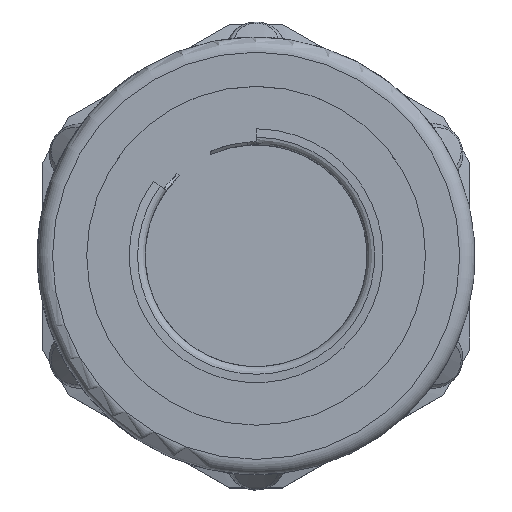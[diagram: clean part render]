
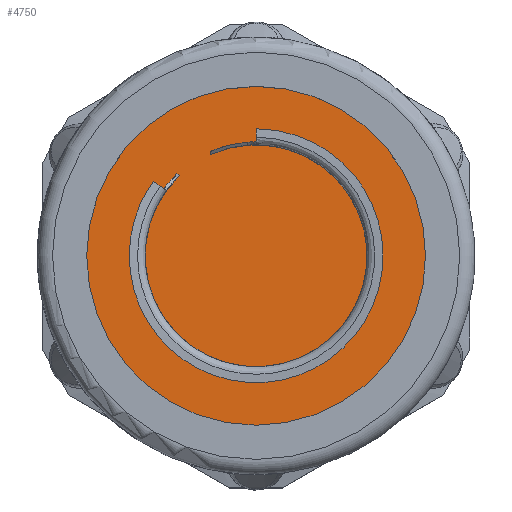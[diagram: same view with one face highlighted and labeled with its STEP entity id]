
A CAD part, top view. The second image highlights one B-rep face of the part: STEP entity #4750.
In plain terms, the highlighted planar face has unit normal (0, 0, 1).
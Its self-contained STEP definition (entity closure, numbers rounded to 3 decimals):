
#63=FACE_BOUND('',#824,.T.);
#277=PLANE('',#5100);
#538=FACE_OUTER_BOUND('',#823,.T.);
#823=EDGE_LOOP('',(#4421,#4422));
#824=EDGE_LOOP('',(#4423,#4424,#4425,#4426));
#1199=CIRCLE('',#5082,11.15);
#1200=CIRCLE('',#5083,11.15);
#1201=CIRCLE('',#5085,7.5);
#1206=CIRCLE('',#5099,7.3);
#1507=LINE('',#10962,#1818);
#1517=LINE('',#10998,#1828);
#1818=VECTOR('',#6037,10.);
#1828=VECTOR('',#6063,10.);
#2281=VERTEX_POINT('',#10902);
#2282=VERTEX_POINT('',#10904);
#2283=VERTEX_POINT('',#10908);
#2284=VERTEX_POINT('',#10909);
#2290=VERTEX_POINT('',#10951);
#2302=VERTEX_POINT('',#10997);
#2978=EDGE_CURVE('',#2282,#2281,#1199,.T.);
#2979=EDGE_CURVE('',#2281,#2282,#1200,.T.);
#2980=EDGE_CURVE('',#2283,#2284,#1201,.T.);
#2988=EDGE_CURVE('',#2290,#2283,#1507,.T.);
#3003=EDGE_CURVE('',#2284,#2302,#1517,.T.);
#3010=EDGE_CURVE('',#2302,#2290,#1206,.T.);
#4421=ORIENTED_EDGE('',*,*,#2978,.T.);
#4422=ORIENTED_EDGE('',*,*,#2979,.T.);
#4423=ORIENTED_EDGE('',*,*,#2988,.F.);
#4424=ORIENTED_EDGE('',*,*,#3010,.F.);
#4425=ORIENTED_EDGE('',*,*,#3003,.F.);
#4426=ORIENTED_EDGE('',*,*,#2980,.F.);
#4750=ADVANCED_FACE('',(#538,#63),#277,.T.);
#5082=AXIS2_PLACEMENT_3D('',#10905,#6023,#6024);
#5083=AXIS2_PLACEMENT_3D('',#10906,#6025,#6026);
#5085=AXIS2_PLACEMENT_3D('',#10910,#6029,#6030);
#5099=AXIS2_PLACEMENT_3D('',#11347,#6070,#6071);
#5100=AXIS2_PLACEMENT_3D('',#11348,#6072,#6073);
#6023=DIRECTION('center_axis',(0.,0.,1.));
#6024=DIRECTION('ref_axis',(1.,0.,0.));
#6025=DIRECTION('center_axis',(0.,0.,1.));
#6026=DIRECTION('ref_axis',(1.,0.,0.));
#6029=DIRECTION('center_axis',(0.,0.,1.));
#6030=DIRECTION('ref_axis',(-1.,0.,0.));
#6037=DIRECTION('',(-0.809,0.588,0.));
#6063=DIRECTION('',(0.,-1.,0.));
#6070=DIRECTION('center_axis',(0.,0.,-1.));
#6071=DIRECTION('ref_axis',(-1.,0.,0.));
#6072=DIRECTION('center_axis',(0.,0.,1.));
#6073=DIRECTION('ref_axis',(1.,0.,0.));
#10902=CARTESIAN_POINT('',(-11.15,0.,0.));
#10904=CARTESIAN_POINT('',(11.15,0.,0.));
#10905=CARTESIAN_POINT('Origin',(0.,0.,0.));
#10906=CARTESIAN_POINT('Origin',(0.,0.,0.));
#10908=CARTESIAN_POINT('',(-5.212,5.393,0.));
#10909=CARTESIAN_POINT('',(-3.,6.874,0.));
#10910=CARTESIAN_POINT('Origin',(0.,0.,0.));
#10951=CARTESIAN_POINT('',(-5.047,5.274,0.));
#10962=CARTESIAN_POINT('',(-2.25,3.242,0.));
#10997=CARTESIAN_POINT('',(-3.,6.655,0.));
#10998=CARTESIAN_POINT('',(-3.,3.726,0.));
#11347=CARTESIAN_POINT('Origin',(0.,0.,0.));
#11348=CARTESIAN_POINT('Origin',(0.,0.,
0.));
